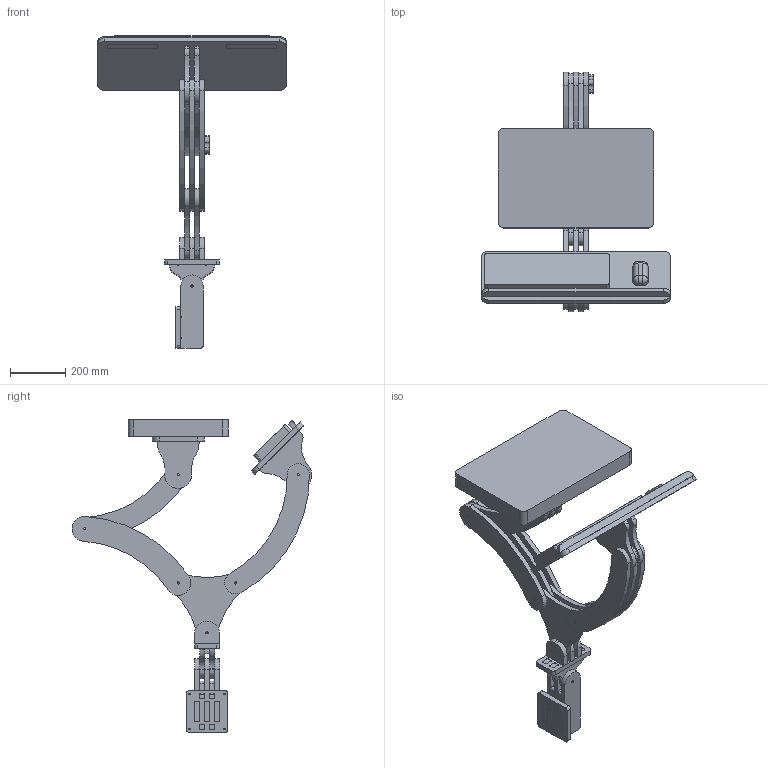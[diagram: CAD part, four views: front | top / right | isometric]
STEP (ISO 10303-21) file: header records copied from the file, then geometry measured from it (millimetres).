
FILE_DESCRIPTION(/* description */ (''),/* implementation_level */ '2;1');
FILE_NAME(/* name */ 'articulated_arm.step',/* time_stamp */ '2018-04-15T02:42:01+02:00',/* author */ (''),/* organization */ (''),/* preprocessor_version */ 'ST-DEVELOPER v16.13',/* originating_system */ 'Autodesk Translation Framework v6.5.0.72',/* authorisation */ '');
FILE_SCHEMA (('AUTOMOTIVE_DESIGN { 1 0 10303 214 3 1 1 }'));
Length unit declared in the file: millimetre
Products named in the file (14): articulated_arm; wall_bracket; arm_1; arm_2; arm_3; arm_4; arm_5; arm_6; arm_7; arm_8; screen; keyboard; mouse; knob
Assembly tree (13 placements, depth 3):
  articulated_arm
    wall_bracket
      arm_1
    arm_2
    arm_3
    arm_4
    arm_5
    arm_6
    arm_7
    arm_8
    screen
    keyboard
    mouse
    knob
Bounding box: 680 x 864.21 x 1127.71 mm (x, y, z)
Volume: 30607881.6 mm3; surface area: 3029441.3 mm2
Topology: 34 solids, 34 shells, 738 faces, 1997 edges, 1328 vertices
Faces by surface type: plane 377, cylinder 357, sphere 4
Full cylindrical faces by diameter (mm): 4.3 x4, 5 x4, 8 x36
Entity records: 24105 total; most frequent: DIRECTION 4245, CARTESIAN_POINT 4091, ORIENTED_EDGE 3994, EDGE_CURVE 1997, AXIS2_PLACEMENT_3D 1482, VERTEX_POINT 1328, LINE 1281, VECTOR 1281
